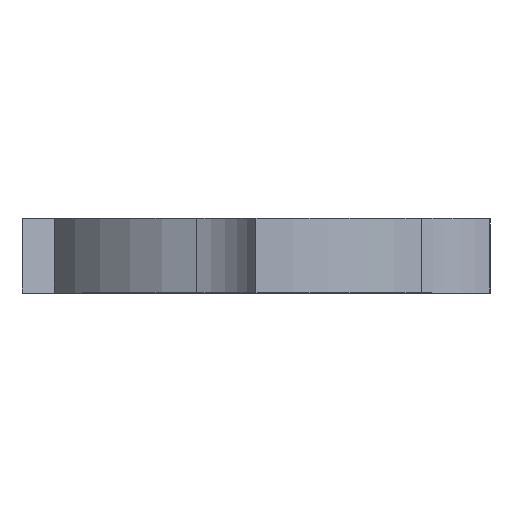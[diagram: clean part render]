
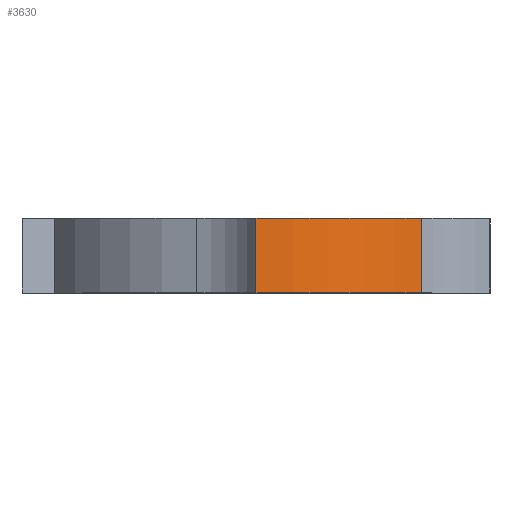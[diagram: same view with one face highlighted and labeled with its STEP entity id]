
A CAD part, top view. The second image highlights one B-rep face of the part: STEP entity #3630.
In plain terms, the highlighted cylindrical face has radius 62.5 mm (diameter 125 mm), a partial arc.
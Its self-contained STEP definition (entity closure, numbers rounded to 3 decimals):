
#247 = LINE ( 'NONE', #2846, #6460 ) ;
#334 = CARTESIAN_POINT ( 'NONE',  ( 0., 20., 0. ) ) ;
#368 = DIRECTION ( 'NONE',  ( 0., 0., -1. ) ) ;
#395 = CARTESIAN_POINT ( 'NONE',  ( 44.405, 20., 43.982 ) ) ;
#489 = CYLINDRICAL_SURFACE ( 'NONE', #5863, 62.5 ) ;
#758 = CARTESIAN_POINT ( 'NONE',  ( 0., 0., 62.5 ) ) ;
#803 = EDGE_LOOP ( 'NONE', ( #3160, #8087, #2173, #3016 ) ) ;
#1016 = CIRCLE ( 'NONE', #1145, 62.5 ) ;
#1062 = CARTESIAN_POINT ( 'NONE',  ( 0., 0., 0. ) ) ;
#1145 = AXIS2_PLACEMENT_3D ( 'NONE', #1062, #5534, #2332 ) ;
#1551 = EDGE_CURVE ( 'NONE', #7074, #1723, #7483, .T. ) ;
#1601 = DIRECTION ( 'NONE',  ( 0., -1., 0. ) ) ;
#1723 = VERTEX_POINT ( 'NONE', #758 ) ;
#1780 = DIRECTION ( 'NONE',  ( 0., -1., 0. ) ) ;
#2008 = CARTESIAN_POINT ( 'NONE',  ( 0., 20., 62.5 ) ) ;
#2173 = ORIENTED_EDGE ( 'NONE', *, *, #1551, .T. ) ;
#2332 = DIRECTION ( 'NONE',  ( 0., 0., 1. ) ) ;
#2846 = CARTESIAN_POINT ( 'NONE',  ( 44.405, 42.361, 43.982 ) ) ;
#2935 = DIRECTION ( 'NONE',  ( 0., -1., 0. ) ) ;
#2943 = DIRECTION ( 'NONE',  ( 0., 1., 0. ) ) ;
#2978 = FACE_OUTER_BOUND ( 'NONE', #803, .T. ) ;
#3016 = ORIENTED_EDGE ( 'NONE', *, *, #6107, .T. ) ;
#3160 = ORIENTED_EDGE ( 'NONE', *, *, #5029, .F. ) ;
#3400 = DIRECTION ( 'NONE',  ( 0., 0., 1. ) ) ;
#3630 = ADVANCED_FACE ( 'NONE', ( #2978 ), #489, .T. ) ;
#3635 = CARTESIAN_POINT ( 'NONE',  ( 44.405, 0., 43.982 ) ) ;
#3687 = VERTEX_POINT ( 'NONE', #3635 ) ;
#4432 = CIRCLE ( 'NONE', #5233, 62.5 ) ;
#4626 = EDGE_CURVE ( 'NONE', #7074, #8257, #4432, .T. ) ;
#5029 = EDGE_CURVE ( 'NONE', #8257, #3687, #247, .T. ) ;
#5233 = AXIS2_PLACEMENT_3D ( 'NONE', #334, #2943, #3400 ) ;
#5514 = CARTESIAN_POINT ( 'NONE',  ( 0., 20., 0. ) ) ;
#5534 = DIRECTION ( 'NONE',  ( 0., 1., 0. ) ) ;
#5863 = AXIS2_PLACEMENT_3D ( 'NONE', #5514, #2935, #368 ) ;
#6107 = EDGE_CURVE ( 'NONE', #1723, #3687, #1016, .T. ) ;
#6460 = VECTOR ( 'NONE', #1601, 1000. ) ;
#7074 = VERTEX_POINT ( 'NONE', #2008 ) ;
#7483 = LINE ( 'NONE', #7986, #7568 ) ;
#7568 = VECTOR ( 'NONE', #1780, 1000. ) ;
#7986 = CARTESIAN_POINT ( 'NONE',  ( 0., 42.361, 62.5 ) ) ;
#8087 = ORIENTED_EDGE ( 'NONE', *, *, #4626, .F. ) ;
#8257 = VERTEX_POINT ( 'NONE', #395 ) ;
